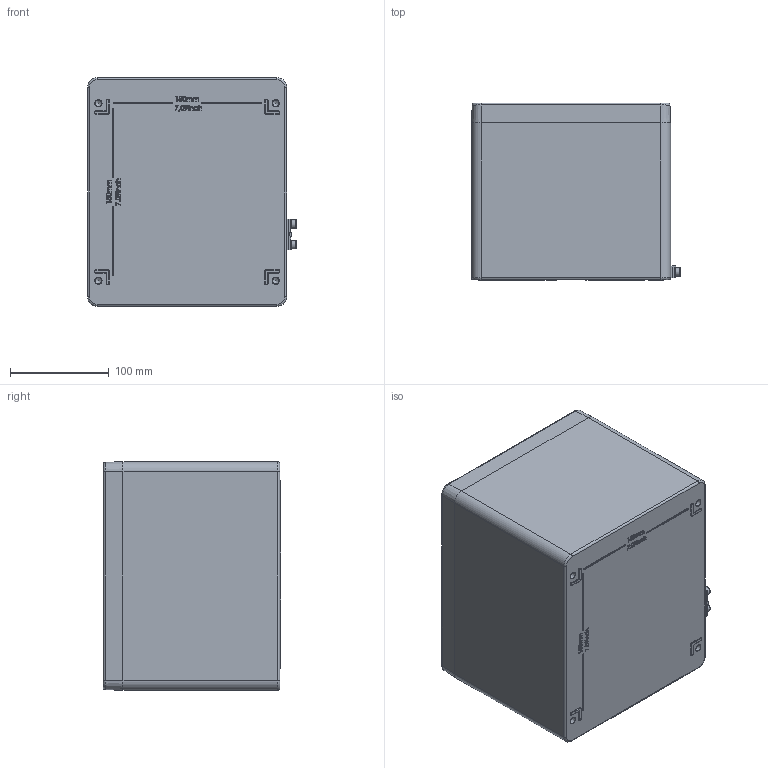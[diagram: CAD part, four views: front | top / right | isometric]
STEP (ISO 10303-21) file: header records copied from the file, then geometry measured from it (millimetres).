
FILE_DESCRIPTION(/* description */ (''),/* implementation_level */ '2;1');
FILE_NAME(/* name */ '15202318000-RST.stp',/* time_stamp */ '2021-09-08T10:57:21+02:00',/* author */ ('sl'),/* organization */ (''),/* preprocessor_version */ 'ST-DEVELOPER v16.5',/* originating_system */ 'Autodesk Inventor 2017',/* authorisation */ '');
FILE_SCHEMA (('AUTOMOTIVE_DESIGN { 1 0 10303 214 3 1 1 }'));
Products named in the file (13): Alu-Ex-Gehäuse-26-BG-0001-15_202318_000; SchraubeM6x25-10; Deckel-Alu-Ex-Gehäuse-26-BG-0002-15_202318_000; Deckel-Alu-Ex-Gehäuse-26-BT-0001-15_202318_000; Dichtlippe-Alu-Ex-Gehäuse-26-BT-0003-15_202318_00
0; UT-Alu-Ex-Gehäuse-26-BG-0003-15_202318_000; UT-Alu-Ex-Gehäuse-26-BT-0002-15_202318_000; Dop-Erdungsschraube1; Dop-Erdungsschraube-Teil1; Dop-Erdungsschraube-Teil6; Dop-Erdungsschraube-Teil5; Dop-Erdungsschraube-Teil7; Erdung92081
Assembly tree (20 placements, depth 4):
  Alu-Ex-Gehäuse-26-BG-0001-15_202318_000
    SchraubeM6x25-10  x4
    Deckel-Alu-Ex-Gehäuse-26-BG-0002-15_202318_000
      Deckel-Alu-Ex-Gehäuse-26-BT-0001-15_202318_000
      Dichtlippe-Alu-Ex-Gehäuse-26-BT-0003-15_202318_00
0
    UT-Alu-Ex-Gehäuse-26-BG-0003-15_202318_000
      UT-Alu-Ex-Gehäuse-26-BT-0002-15_202318_000
      Dop-Erdungsschraube1
        Dop-Erdungsschraube-Teil1
        Dop-Erdungsschraube-Teil5  x2
        Dop-Erdungsschraube-Teil6
        Dop-Erdungsschraube-Teil7  x2
      Erdung92081  x4
Bounding box: 212 x 180 x 232 mm (x, y, z)
Volume: 1533903.3 mm3; surface area: 523086 mm2
Topology: 17 solids, 17 shells, 2485 faces, 5886 edges, 3272 vertices
Faces by surface type: bspline 756, cylinder 713, plane 598, torus 167, sphere 146, cone 105
Full cylindrical faces by diameter (mm): 1.8 x1, 1.9 x1, 4.7 x4, 5 x22, 5.3 x4, 5.95 x1, 6 x4, 6.15 x1, 6.5 x5, 8 x4, 8.5 x2, 10 x2
Entity records: 107252 total; most frequent: CARTESIAN_POINT 59771, ORIENTED_EDGE 10000, DIRECTION 9403, EDGE_CURVE 5000, AXIS2_PLACEMENT_3D 3769, VERTEX_POINT 2960, EDGE_LOOP 2566, FACE_OUTER_BOUND 2298
